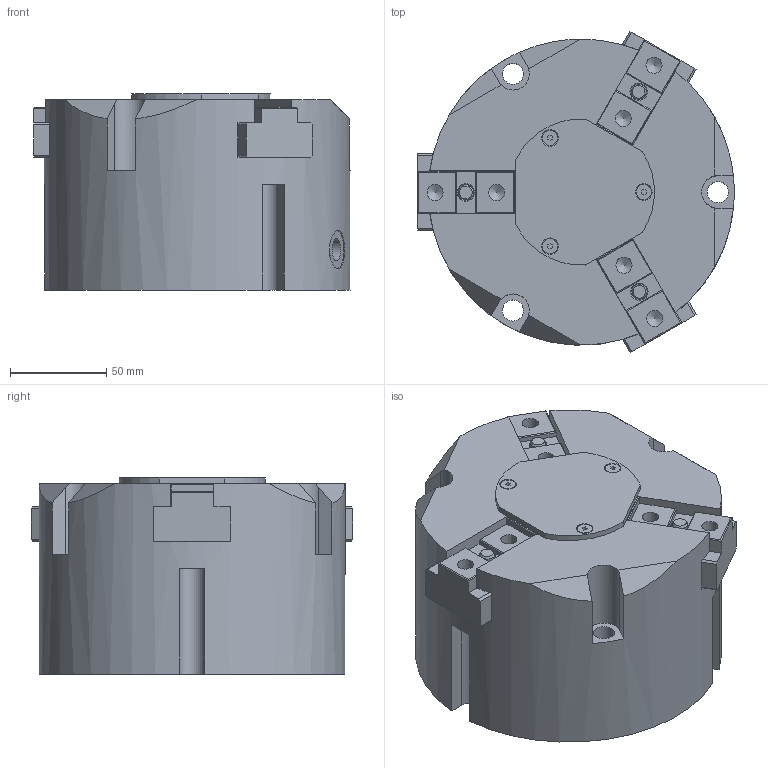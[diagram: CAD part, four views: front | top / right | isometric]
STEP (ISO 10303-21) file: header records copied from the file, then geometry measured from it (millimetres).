
FILE_DESCRIPTION(/* description */ (''),/* implementation_level */ '2;1');
FILE_NAME(/* name */ 'MAS-G3-160-SV.stp',/* time_stamp */ '2018-02-01T14:14:25+01:00',/* author */ ('Tecnico'),/* organization */ (''),/* preprocessor_version */ 'ST-DEVELOPER v16.13',/* originating_system */ 'Autodesk Inventor 2018',/* authorisation */ '');
FILE_SCHEMA (('AUTOMOTIVE_DESIGN { 1 0 10303 214 3 1 1 }'));
Length unit declared in the file: millimetre
Products named in the file (6): MAS-G3-160-SV; MAS-G3-160-CORPO; MAS-G3-160-GRIFFA S; MAS-G3-160-COPERCHIO; DIN 7991 - M4x10; BS 1804-2 - 8 x 16
Assembly tree (11 placements, depth 2):
  MAS-G3-160-SV
    MAS-G3-160-CORPO
    MAS-G3-160-GRIFFA S  x3
    MAS-G3-160-COPERCHIO
    DIN 7991 - M4x10  x3
    BS 1804-2 - 8 x 16  x3
Bounding box: 164.5 x 167.12 x 102 mm (x, y, z)
Volume: 1866156.2 mm3; surface area: 172672.6 mm2
Topology: 11 solids, 11 shells, 299 faces, 741 edges, 480 vertices
Faces by surface type: plane 215, cylinder 54, cone 24, torus 3, sphere 3
Full cylindrical faces by diameter (mm): 3.242 x3, 4 x3, 4.5 x3, 6.647 x2, 8 x9, 8.376 x6, 8.5 x3, 9 x3, 10 x2, 11 x3, 11.445 x2, 20 x2, 159 x1
Entity records: 5150 total; most frequent: CARTESIAN_POINT 927, DIRECTION 866, ORIENTED_EDGE 742, EDGE_CURVE 371, AXIS2_PLACEMENT_3D 314, VERTEX_POINT 267, EDGE_LOOP 244, LINE 238
